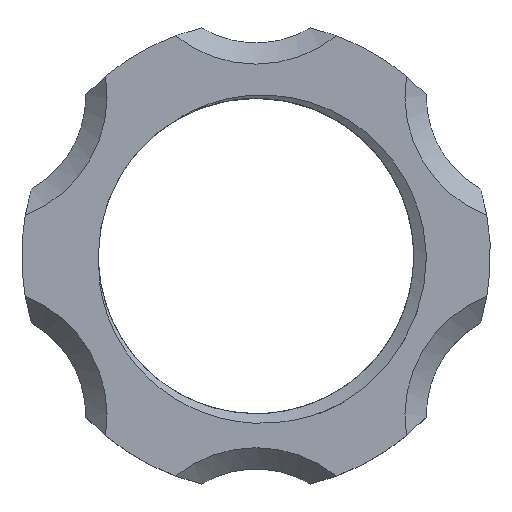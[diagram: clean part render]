
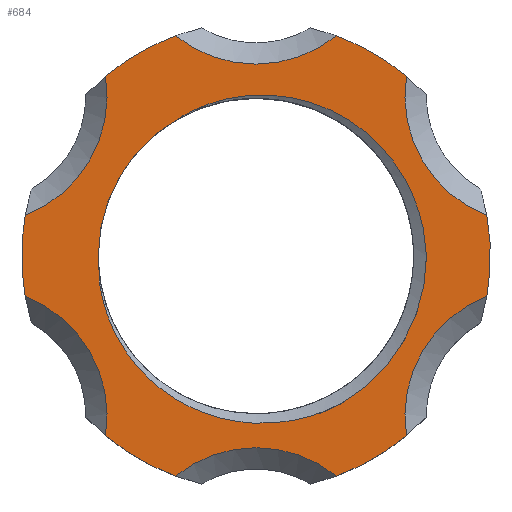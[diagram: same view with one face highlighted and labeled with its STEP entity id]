
A CAD part, top view. The second image highlights one B-rep face of the part: STEP entity #684.
In plain terms, the highlighted planar face has unit normal (0, 0, 1).
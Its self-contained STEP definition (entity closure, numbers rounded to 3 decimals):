
#29=FACE_BOUND('',#82,.T.);
#31=PLANE('',#742);
#42=FACE_OUTER_BOUND('',#81,.T.);
#81=EDGE_LOOP('',(#466,#467,#468,#469,#470,#471,#472,#473,#474,#475,#476,
#477));
#82=EDGE_LOOP('',(#478,#479,#480,#481));
#114=CIRCLE('',#733,7.77);
#117=CIRCLE('',#741,8.4);
#118=CIRCLE('',#743,11.55);
#119=CIRCLE('',#744,6.3);
#120=CIRCLE('',#745,11.55);
#121=CIRCLE('',#746,6.3);
#122=CIRCLE('',#747,11.55);
#123=CIRCLE('',#748,6.3);
#124=CIRCLE('',#749,11.55);
#125=CIRCLE('',#750,6.3);
#126=CIRCLE('',#751,11.55);
#127=CIRCLE('',#752,6.3);
#128=CIRCLE('',#753,11.55);
#129=CIRCLE('',#754,6.3);
#171=B_SPLINE_CURVE_WITH_KNOTS('',3,(#1534,#1535,#1536,#1537,#1538,#1539,
#1540,#1541,#1542,#1543,#1544,#1545,#1546,#1547),.UNSPECIFIED.,.F.,.F.,
(4,2,2,2,2,2,4),(-1.885,-1.533,-1.209,-0.873,
-0.537,-0.252,0.),.UNSPECIFIED.);
#172=B_SPLINE_CURVE_WITH_KNOTS('',3,(#1548,#1549,#1550,#1551,#1552,#1553,
#1554,#1555,#1556,#1557,#1558,#1559,#1560,#1561),.UNSPECIFIED.,.F.,.F.,
(4,2,2,2,2,2,4),(-1.367,-1.184,-0.977,
-0.734,-0.49,-0.255,0.),
 .UNSPECIFIED.);
#255=VERTEX_POINT('',#1191);
#256=VERTEX_POINT('',#1214);
#269=VERTEX_POINT('',#1488);
#270=VERTEX_POINT('',#1495);
#271=VERTEX_POINT('',#1510);
#272=VERTEX_POINT('',#1511);
#273=VERTEX_POINT('',#1513);
#274=VERTEX_POINT('',#1515);
#275=VERTEX_POINT('',#1517);
#276=VERTEX_POINT('',#1519);
#277=VERTEX_POINT('',#1521);
#278=VERTEX_POINT('',#1523);
#279=VERTEX_POINT('',#1525);
#280=VERTEX_POINT('',#1527);
#281=VERTEX_POINT('',#1529);
#282=VERTEX_POINT('',#1531);
#331=EDGE_CURVE('',#255,#256,#114,.T.);
#348=EDGE_CURVE('',#269,#270,#117,.T.);
#350=EDGE_CURVE('',#271,#272,#118,.T.);
#351=EDGE_CURVE('',#271,#273,#119,.T.);
#352=EDGE_CURVE('',#274,#273,#120,.T.);
#353=EDGE_CURVE('',#274,#275,#121,.T.);
#354=EDGE_CURVE('',#276,#275,#122,.T.);
#355=EDGE_CURVE('',#276,#277,#123,.T.);
#356=EDGE_CURVE('',#278,#277,#124,.T.);
#357=EDGE_CURVE('',#278,#279,#125,.T.);
#358=EDGE_CURVE('',#280,#279,#126,.T.);
#359=EDGE_CURVE('',#280,#281,#127,.T.);
#360=EDGE_CURVE('',#282,#281,#128,.T.);
#361=EDGE_CURVE('',#282,#272,#129,.T.);
#362=EDGE_CURVE('',#270,#255,#171,.T.);
#363=EDGE_CURVE('',#256,#269,#172,.T.);
#466=ORIENTED_EDGE('',*,*,#350,.F.);
#467=ORIENTED_EDGE('',*,*,#351,.T.);
#468=ORIENTED_EDGE('',*,*,#352,.F.);
#469=ORIENTED_EDGE('',*,*,#353,.T.);
#470=ORIENTED_EDGE('',*,*,#354,.F.);
#471=ORIENTED_EDGE('',*,*,#355,.T.);
#472=ORIENTED_EDGE('',*,*,#356,.F.);
#473=ORIENTED_EDGE('',*,*,#357,.T.);
#474=ORIENTED_EDGE('',*,*,#358,.F.);
#475=ORIENTED_EDGE('',*,*,#359,.T.);
#476=ORIENTED_EDGE('',*,*,#360,.F.);
#477=ORIENTED_EDGE('',*,*,#361,.T.);
#478=ORIENTED_EDGE('',*,*,#362,.F.);
#479=ORIENTED_EDGE('',*,*,#348,.F.);
#480=ORIENTED_EDGE('',*,*,#363,.F.);
#481=ORIENTED_EDGE('',*,*,#331,.F.);
#684=ADVANCED_FACE('',(#42,#29),#31,.F.);
#733=AXIS2_PLACEMENT_3D('',#1215,#822,#823);
#741=AXIS2_PLACEMENT_3D('',#1496,#843,#844);
#742=AXIS2_PLACEMENT_3D('',#1509,#845,#846);
#743=AXIS2_PLACEMENT_3D('',#1512,#847,#848);
#744=AXIS2_PLACEMENT_3D('',#1514,#849,#850);
#745=AXIS2_PLACEMENT_3D('',#1516,#851,#852);
#746=AXIS2_PLACEMENT_3D('',#1518,#853,#854);
#747=AXIS2_PLACEMENT_3D('',#1520,#855,#856);
#748=AXIS2_PLACEMENT_3D('',#1522,#857,#858);
#749=AXIS2_PLACEMENT_3D('',#1524,#859,#860);
#750=AXIS2_PLACEMENT_3D('',#1526,#861,#862);
#751=AXIS2_PLACEMENT_3D('',#1528,#863,#864);
#752=AXIS2_PLACEMENT_3D('',#1530,#865,#866);
#753=AXIS2_PLACEMENT_3D('',#1532,#867,#868);
#754=AXIS2_PLACEMENT_3D('',#1533,#869,#870);
#822=DIRECTION('center_axis',(0.,0.,1.));
#823=DIRECTION('ref_axis',(-1.,0.,0.));
#843=DIRECTION('center_axis',(0.,0.,1.));
#844=DIRECTION('ref_axis',(1.,0.,0.));
#845=DIRECTION('center_axis',(0.,0.,-1.));
#846=DIRECTION('ref_axis',(1.,0.,0.));
#847=DIRECTION('center_axis',(0.,0.,-1.));
#848=DIRECTION('ref_axis',(-0.642,0.767,0.));
#849=DIRECTION('center_axis',(0.,0.,-1.));
#850=DIRECTION('ref_axis',(0.988,0.155,0.));
#851=DIRECTION('center_axis',(0.,0.,-1.));
#852=DIRECTION('ref_axis',(-0.985,-0.173,0.));
#853=DIRECTION('center_axis',(0.,0.,-1.));
#854=DIRECTION('ref_axis',(0.359,0.933,0.));
#855=DIRECTION('center_axis',(0.,0.,-1.));
#856=DIRECTION('ref_axis',(-0.343,-0.939,0.));
#857=DIRECTION('center_axis',(0.,0.,-1.));
#858=DIRECTION('ref_axis',(-0.629,0.778,0.));
#859=DIRECTION('center_axis',(0.,0.,-1.));
#860=DIRECTION('ref_axis',(0.642,-0.767,0.));
#861=DIRECTION('center_axis',(0.,0.,-1.));
#862=DIRECTION('ref_axis',(-0.988,-0.155,0.));
#863=DIRECTION('center_axis',(0.,0.,-1.));
#864=DIRECTION('ref_axis',(0.985,0.173,0.));
#865=DIRECTION('center_axis',(0.,0.,-1.));
#866=DIRECTION('ref_axis',(-0.359,-0.933,0.));
#867=DIRECTION('center_axis',(0.,0.,
-1.));
#868=DIRECTION('ref_axis',(0.343,0.939,0.));
#869=DIRECTION('center_axis',(0.,0.,-1.));
#870=DIRECTION('ref_axis',(0.629,-0.778,0.));
#1191=CARTESIAN_POINT('',(-3.885,6.729,5.));
#1214=CARTESIAN_POINT('',(-7.77,0.,5.));
#1215=CARTESIAN_POINT('Origin',(0.,0.,
5.));
#1488=CARTESIAN_POINT('',(4.2,-7.275,5.));
#1495=CARTESIAN_POINT('',(8.4,0.,5.));
#1496=CARTESIAN_POINT('Origin',(0.,0.,
5.));
#1509=CARTESIAN_POINT('Origin',(0.,0.,
5.));
#1510=CARTESIAN_POINT('',(-7.416,8.854,5.));
#1511=CARTESIAN_POINT('',(-3.96,10.85,5.));
#1512=CARTESIAN_POINT('Origin',(0.,0.,
5.));
#1513=CARTESIAN_POINT('',(-11.376,1.996,5.));
#1514=CARTESIAN_POINT('Origin',(-13.64,7.875,5.));
#1515=CARTESIAN_POINT('',(-11.376,-1.996,5.));
#1516=CARTESIAN_POINT('Origin',(0.,0.,5.));
#1517=CARTESIAN_POINT('',(-7.416,-8.854,5.));
#1518=CARTESIAN_POINT('Origin',(-13.64,-7.875,5.));
#1519=CARTESIAN_POINT('',(-3.96,-10.85,5.));
#1520=CARTESIAN_POINT('Origin',(0.,0.,
5.));
#1521=CARTESIAN_POINT('',(3.96,-10.85,5.));
#1522=CARTESIAN_POINT('Origin',(0.,-15.75,5.));
#1523=CARTESIAN_POINT('',(7.416,-8.854,5.));
#1524=CARTESIAN_POINT('Origin',(0.,0.,
5.));
#1525=CARTESIAN_POINT('',(11.376,-1.996,5.));
#1526=CARTESIAN_POINT('Origin',(13.64,-7.875,5.));
#1527=CARTESIAN_POINT('',(11.376,1.996,5.));
#1528=CARTESIAN_POINT('Origin',(0.,0.,
5.));
#1529=CARTESIAN_POINT('',(7.416,8.854,5.));
#1530=CARTESIAN_POINT('Origin',(13.64,7.875,5.));
#1531=CARTESIAN_POINT('',(3.96,10.85,5.));
#1532=CARTESIAN_POINT('Origin',(0.,0.,
5.));
#1533=CARTESIAN_POINT('Origin',(0.,15.75,5.));
#1534=CARTESIAN_POINT('Ctrl Pts',(8.4,0.,
5.));
#1535=CARTESIAN_POINT('Ctrl Pts',(8.368,0.85,5.));
#1536=CARTESIAN_POINT('Ctrl Pts',(8.207,1.69,5.));
#1537=CARTESIAN_POINT('Ctrl Pts',(7.661,3.23,5.));
#1538=CARTESIAN_POINT('Ctrl Pts',(7.25,4.065,5.));
#1539=CARTESIAN_POINT('Ctrl Pts',(5.945,5.71,5.));
#1540=CARTESIAN_POINT('Ctrl Pts',(5.122,6.407,5.));
#1541=CARTESIAN_POINT('Ctrl Pts',(3.252,7.44,5.));
#1542=CARTESIAN_POINT('Ctrl Pts',(2.225,7.767,5.));
#1543=CARTESIAN_POINT('Ctrl Pts',(0.263,7.983,5.));
#1544=CARTESIAN_POINT('Ctrl Pts',(-0.657,7.935,5.));
#1545=CARTESIAN_POINT('Ctrl Pts',(-2.396,7.51,5.));
#1546=CARTESIAN_POINT('Ctrl Pts',(-3.175,7.179,5.));
#1547=CARTESIAN_POINT('Ctrl Pts',(-3.885,6.729,5.));
#1548=CARTESIAN_POINT('Ctrl Pts',(-7.77,0.,
5.));
#1549=CARTESIAN_POINT('Ctrl Pts',(-7.804,-0.84,
5.));
#1550=CARTESIAN_POINT('Ctrl Pts',(-7.701,-1.68,5.));
#1551=CARTESIAN_POINT('Ctrl Pts',(-7.2,-3.399,5.));
#1552=CARTESIAN_POINT('Ctrl Pts',(-6.782,-4.22,5.));
#1553=CARTESIAN_POINT('Ctrl Pts',(-5.613,-5.811,5.));
#1554=CARTESIAN_POINT('Ctrl Pts',(-4.817,-6.537,5.));
#1555=CARTESIAN_POINT('Ctrl Pts',(-2.987,-7.639,5.));
#1556=CARTESIAN_POINT('Ctrl Pts',(-1.972,-8.004,5.));
#1557=CARTESIAN_POINT('Ctrl Pts',(0.105,-8.311,5.));
#1558=CARTESIAN_POINT('Ctrl Pts',(1.034,-8.25,5.));
#1559=CARTESIAN_POINT('Ctrl Pts',(2.64,-7.953,5.));
#1560=CARTESIAN_POINT('Ctrl Pts',(3.448,-7.672,5.));
#1561=CARTESIAN_POINT('Ctrl Pts',(4.2,-7.275,5.));
